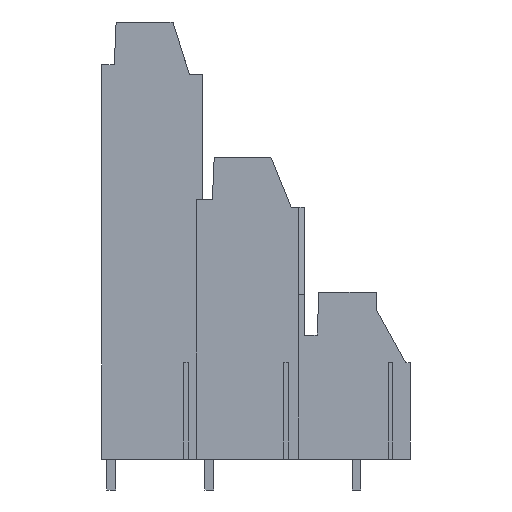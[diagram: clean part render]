
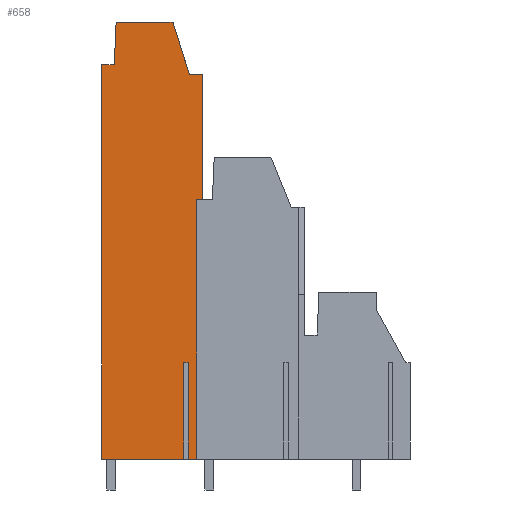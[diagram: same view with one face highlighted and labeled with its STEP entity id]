
A CAD part, left-side view. The second image highlights one B-rep face of the part: STEP entity #658.
In plain terms, the highlighted planar face has unit normal (-1, 0, 0).
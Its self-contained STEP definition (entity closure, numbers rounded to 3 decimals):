
#565=AXIS2_PLACEMENT_3D('Plane Axis2P3D',#562,#563,#564) ;
#107=CARTESIAN_POINT('Vertex',(2.54,24.592,48.47)) ;
#123=CARTESIAN_POINT('Vertex',(2.54,30.488,48.47)) ;
#126=CARTESIAN_POINT('Line Origine',(2.54,41.393,48.47)) ;
#281=CARTESIAN_POINT('Line Origine',(2.54,23.745,45.735)) ;
#285=CARTESIAN_POINT('Vertex',(2.54,22.898,43.)) ;
#536=CARTESIAN_POINT('Line Origine',(2.54,30.584,46.26)) ;
#540=CARTESIAN_POINT('Vertex',(2.54,30.681,44.05)) ;
#562=CARTESIAN_POINT('Axis2P3D Location',(2.54,21.84,31.2)) ;
#567=CARTESIAN_POINT('Line Origine',(2.54,21.811,30.05)) ;
#571=CARTESIAN_POINT('Vertex',(2.54,21.49,30.05)) ;
#573=CARTESIAN_POINT('Vertex',(2.54,22.131,30.05)) ;
#576=CARTESIAN_POINT('Line Origine',(2.54,21.49,36.525)) ;
#580=CARTESIAN_POINT('Vertex',(2.54,21.49,43.)) ;
#583=CARTESIAN_POINT('Line Origine',(2.54,22.194,43.)) ;
#588=CARTESIAN_POINT('Line Origine',(2.54,31.34,44.05)) ;
#592=CARTESIAN_POINT('Vertex',(2.54,32.,44.05)) ;
#595=CARTESIAN_POINT('Line Origine',(2.54,32.,23.625)) ;
#599=CARTESIAN_POINT('Vertex',(2.54,32.,3.2)) ;
#602=CARTESIAN_POINT('Line Origine',(2.54,27.738,3.2)) ;
#606=CARTESIAN_POINT('Vertex',(2.54,23.475,3.2)) ;
#609=CARTESIAN_POINT('Line Origine',(2.54,23.475,8.2)) ;
#613=CARTESIAN_POINT('Vertex',(2.54,23.475,13.2)) ;
#616=CARTESIAN_POINT('Line Origine',(2.54,23.25,13.2)) ;
#620=CARTESIAN_POINT('Vertex',(2.54,23.025,13.2)) ;
#623=CARTESIAN_POINT('Line Origine',(2.54,23.025,8.2)) ;
#627=CARTESIAN_POINT('Vertex',(2.54,23.025,3.2)) ;
#630=CARTESIAN_POINT('Line Origine',(2.54,22.578,3.2)) ;
#634=CARTESIAN_POINT('Vertex',(2.54,22.131,3.2)) ;
#637=CARTESIAN_POINT('Line Origine',(2.54,22.131,16.625)) ;
#127=DIRECTION('Vector Direction',(0.,1.,0.)) ;
#282=DIRECTION('Vector Direction',(0.,-0.296,-0.955)) ;
#537=DIRECTION('Vector Direction',(0.,0.044,-0.999)) ;
#563=DIRECTION('Axis2P3D Direction',(1.,0.,0.)) ;
#564=DIRECTION('Axis2P3D XDirection',(0.,1.,0.)) ;
#568=DIRECTION('Vector Direction',(0.,1.,0.)) ;
#577=DIRECTION('Vector Direction',(0.,0.,1.)) ;
#584=DIRECTION('Vector Direction',(0.,-1.,0.)) ;
#589=DIRECTION('Vector Direction',(0.,-1.,0.)) ;
#596=DIRECTION('Vector Direction',(0.,0.,1.)) ;
#603=DIRECTION('Vector Direction',(0.,1.,0.)) ;
#610=DIRECTION('Vector Direction',(0.,0.,1.)) ;
#617=DIRECTION('Vector Direction',(0.,-1.,0.)) ;
#624=DIRECTION('Vector Direction',(0.,0.,1.)) ;
#631=DIRECTION('Vector Direction',(0.,1.,0.)) ;
#638=DIRECTION('Vector Direction',(0.,0.,-1.)) ;
#128=VECTOR('Line Direction',#127,1.) ;
#283=VECTOR('Line Direction',#282,1.) ;
#538=VECTOR('Line Direction',#537,1.) ;
#569=VECTOR('Line Direction',#568,1.) ;
#578=VECTOR('Line Direction',#577,1.) ;
#585=VECTOR('Line Direction',#584,1.) ;
#590=VECTOR('Line Direction',#589,1.) ;
#597=VECTOR('Line Direction',#596,1.) ;
#604=VECTOR('Line Direction',#603,1.) ;
#611=VECTOR('Line Direction',#610,1.) ;
#618=VECTOR('Line Direction',#617,1.) ;
#625=VECTOR('Line Direction',#624,1.) ;
#632=VECTOR('Line Direction',#631,1.) ;
#639=VECTOR('Line Direction',#638,1.) ;
#643=ORIENTED_EDGE('',*,*,#575,.F.) ;
#644=ORIENTED_EDGE('',*,*,#582,.T.) ;
#645=ORIENTED_EDGE('',*,*,#587,.F.) ;
#646=ORIENTED_EDGE('',*,*,#287,.F.) ;
#647=ORIENTED_EDGE('',*,*,#130,.T.) ;
#648=ORIENTED_EDGE('',*,*,#542,.F.) ;
#649=ORIENTED_EDGE('',*,*,#594,.F.) ;
#650=ORIENTED_EDGE('',*,*,#601,.F.) ;
#651=ORIENTED_EDGE('',*,*,#608,.F.) ;
#652=ORIENTED_EDGE('',*,*,#615,.T.) ;
#653=ORIENTED_EDGE('',*,*,#622,.T.) ;
#654=ORIENTED_EDGE('',*,*,#629,.F.) ;
#655=ORIENTED_EDGE('',*,*,#636,.F.) ;
#656=ORIENTED_EDGE('',*,*,#641,.F.) ;
#658=ADVANCED_FACE('housing',(#657),#566,.F.) ;
#130=EDGE_CURVE('',#108,#124,#129,.T.) ;
#287=EDGE_CURVE('',#108,#286,#284,.T.) ;
#542=EDGE_CURVE('',#541,#124,#539,.F.) ;
#575=EDGE_CURVE('',#572,#574,#570,.T.) ;
#582=EDGE_CURVE('',#572,#581,#579,.T.) ;
#587=EDGE_CURVE('',#286,#581,#586,.T.) ;
#594=EDGE_CURVE('',#593,#541,#591,.T.) ;
#601=EDGE_CURVE('',#600,#593,#598,.T.) ;
#608=EDGE_CURVE('',#607,#600,#605,.T.) ;
#615=EDGE_CURVE('',#607,#614,#612,.T.) ;
#622=EDGE_CURVE('',#614,#621,#619,.T.) ;
#629=EDGE_CURVE('',#628,#621,#626,.T.) ;
#636=EDGE_CURVE('',#635,#628,#633,.T.) ;
#641=EDGE_CURVE('',#574,#635,#640,.T.) ;
#642=EDGE_LOOP('',(#643,#644,#645,#646,#647,#648,#649,#650,#651,#652,#653,#654,#655,#656)) ;
#657=FACE_OUTER_BOUND('',#642,.T.) ;
#129=LINE('Line',#126,#128) ;
#284=LINE('Line',#281,#283) ;
#539=LINE('Line',#536,#538) ;
#570=LINE('Line',#567,#569) ;
#579=LINE('Line',#576,#578) ;
#586=LINE('Line',#583,#585) ;
#591=LINE('Line',#588,#590) ;
#598=LINE('Line',#595,#597) ;
#605=LINE('Line',#602,#604) ;
#612=LINE('Line',#609,#611) ;
#619=LINE('Line',#616,#618) ;
#626=LINE('Line',#623,#625) ;
#633=LINE('Line',#630,#632) ;
#640=LINE('Line',#637,#639) ;
#566=PLANE('',#565) ;
#108=VERTEX_POINT('',#107) ;
#124=VERTEX_POINT('',#123) ;
#286=VERTEX_POINT('',#285) ;
#541=VERTEX_POINT('',#540) ;
#572=VERTEX_POINT('',#571) ;
#574=VERTEX_POINT('',#573) ;
#581=VERTEX_POINT('',#580) ;
#593=VERTEX_POINT('',#592) ;
#600=VERTEX_POINT('',#599) ;
#607=VERTEX_POINT('',#606) ;
#614=VERTEX_POINT('',#613) ;
#621=VERTEX_POINT('',#620) ;
#628=VERTEX_POINT('',#627) ;
#635=VERTEX_POINT('',#634) ;
